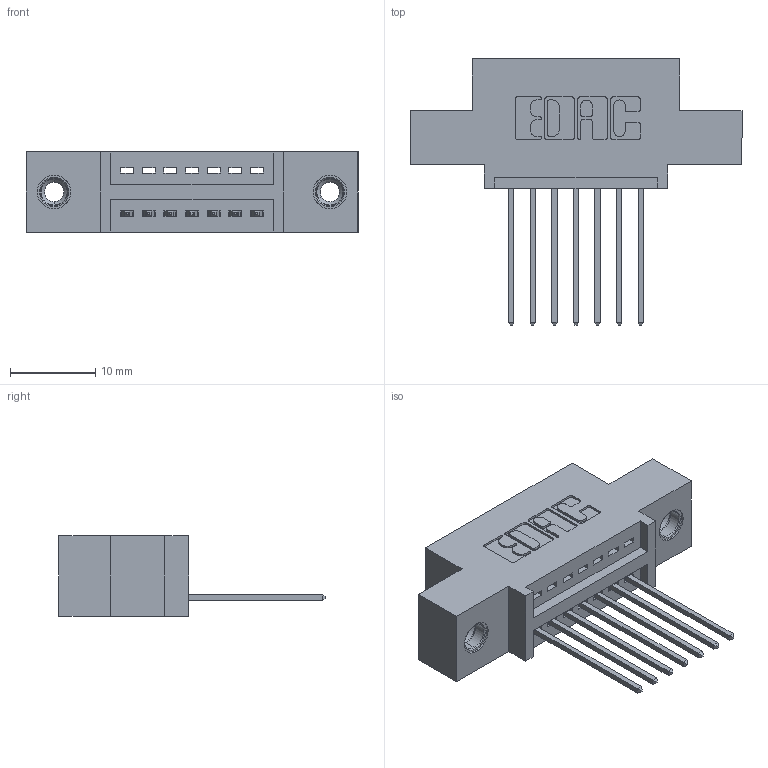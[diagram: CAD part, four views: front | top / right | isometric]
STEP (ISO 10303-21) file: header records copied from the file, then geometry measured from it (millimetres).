
FILE_DESCRIPTION (( 'STEP AP203' ), '1' );
FILE_NAME ('345-007-542-408.STEP', '2018-08-17T02:24:18', ( '' ), ( '' ), 'SwSTEP 2.0', 'SolidWorks 2016', '' );
FILE_SCHEMA (( 'CONFIG_CONTROL_DESIGN' ));
Length unit declared in the file: inch
Products named in the file (4): 345-007-542-408; 345 Part_0.110 Offset - 0.156 Dia-TI; 345-292-001_345-293-142; 345-250-001_345-250-003-102
Assembly tree (10 placements, depth 2):
  345-007-542-408
    345 Part_0.110 Offset - 0.156 Dia-TI
    345-292-001_345-293-142  x7
    345-250-001_345-250-003-102  x2
Bounding box: 38.99 x 31.29 x 9.4 mm (x, y, z)
Volume: 3352.2 mm3; surface area: 4178.6 mm2
Topology: 10 solids, 10 shells, 596 faces, 1721 edges, 1130 vertices
Faces by surface type: plane 396, cylinder 184, cone 12, torus 4
Entity records: 11316 total; most frequent: CARTESIAN_POINT 1944, ORIENTED_EDGE 1878, DIRECTION 1775, EDGE_CURVE 939, VECTOR 759, LINE 759, VERTEX_POINT 620, AXIS2_PLACEMENT_3D 508
